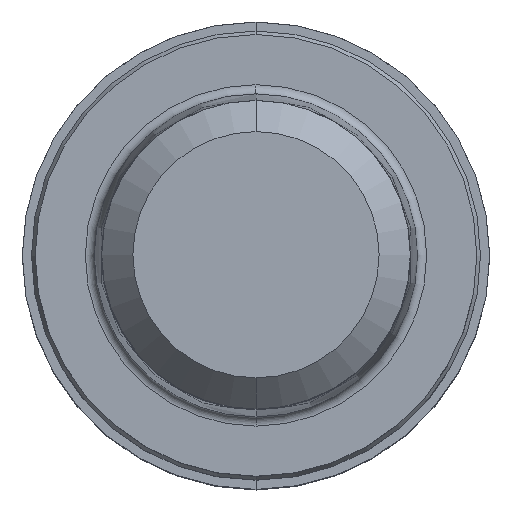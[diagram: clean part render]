
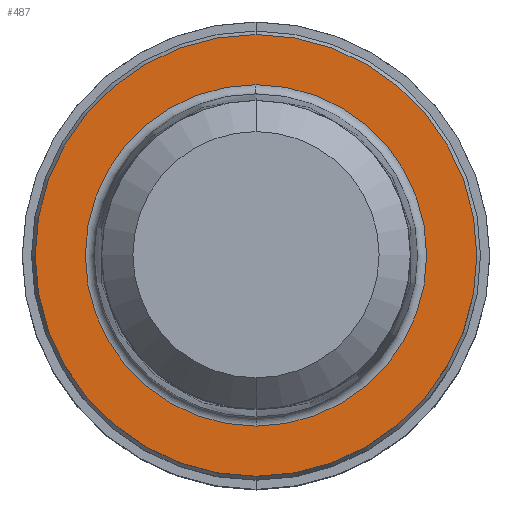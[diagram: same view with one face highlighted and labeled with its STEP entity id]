
A CAD part, top view. The second image highlights one B-rep face of the part: STEP entity #487.
In plain terms, the highlighted planar face has unit normal (0, 0, 1).
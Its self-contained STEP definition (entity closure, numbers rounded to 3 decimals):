
#209=EDGE_CURVE('',#355,#287,#562,.T.);
#287=VERTEX_POINT('',#646);
#313=EDGE_CURVE('',#287,#355,#676,.T.);
#321=VERTEX_POINT('',#685);
#323=EDGE_CURVE('',#321,#373,#687,.T.);
#355=VERTEX_POINT('',#728);
#373=VERTEX_POINT('',#747);
#445=EDGE_CURVE('',#373,#321,#830,.T.);
#487=ADVANCED_FACE('',(#877,#878),#879,.T.);
#562=CIRCLE('',#955,9.275);
#646=CARTESIAN_POINT('',(0.,-9.275,0.01));
#676=CIRCLE('',#1101,9.275);
#685=CARTESIAN_POINT('',(0.0,12.0,0.01));
#687=CIRCLE('',#1115,12.0);
#728=CARTESIAN_POINT('',(0.0,9.275,0.01));
#747=CARTESIAN_POINT('',(0.,-12.0,0.01));
#830=CIRCLE('',#1296,12.0);
#877=FACE_OUTER_BOUND('',#1358,.T.);
#878=FACE_BOUND('',#1359,.T.);
#879=PLANE('',#1360);
#955=AXIS2_PLACEMENT_3D('',#1437,#1438,#1439);
#1101=AXIS2_PLACEMENT_3D('',#1582,#1583,#1584);
#1115=AXIS2_PLACEMENT_3D('',#1594,#1595,#1596);
#1296=AXIS2_PLACEMENT_3D('',#1797,#1798,#1799);
#1358=EDGE_LOOP('',(#1853,#1854));
#1359=EDGE_LOOP('',(#1855,#1856));
#1360=AXIS2_PLACEMENT_3D('',#1857,#1858,#1859);
#1437=CARTESIAN_POINT('',(0.0,0.0,0.01));
#1438=DIRECTION('',(0.0,0.0,-1.0));
#1439=DIRECTION('',(0.0,1.0,0.0));
#1582=CARTESIAN_POINT('',(0.0,0.0,0.01));
#1583=DIRECTION('',(0.0,0.0,-1.0));
#1584=DIRECTION('',(0.0,1.0,0.0));
#1594=CARTESIAN_POINT('',(0.0,0.0,0.01));
#1595=DIRECTION('',(0.0,0.0,-1.0));
#1596=DIRECTION('',(0.0,1.0,0.0));
#1797=CARTESIAN_POINT('',(0.0,0.0,0.01));
#1798=DIRECTION('',(0.0,0.0,-1.0));
#1799=DIRECTION('',(0.0,1.0,0.0));
#1853=ORIENTED_EDGE('',*,*,#323,.F.);
#1854=ORIENTED_EDGE('',*,*,#445,.F.);
#1855=ORIENTED_EDGE('',*,*,#209,.T.);
#1856=ORIENTED_EDGE('',*,*,#313,.T.);
#1857=CARTESIAN_POINT('',(0.0,6.0,0.01));
#1858=DIRECTION('',(-0.0,0.0,1.0));
#1859=DIRECTION('',(0.0,-1.0,0.0));
